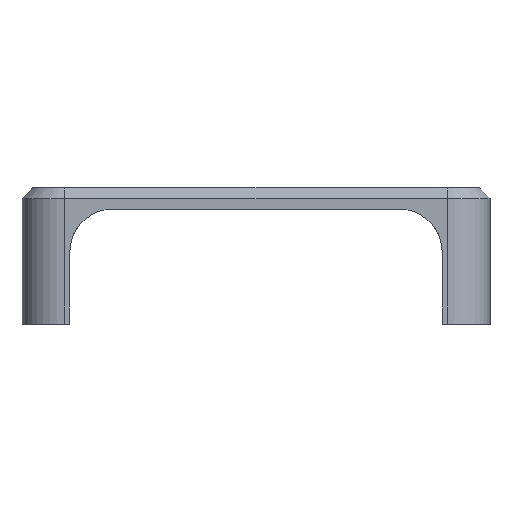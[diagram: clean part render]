
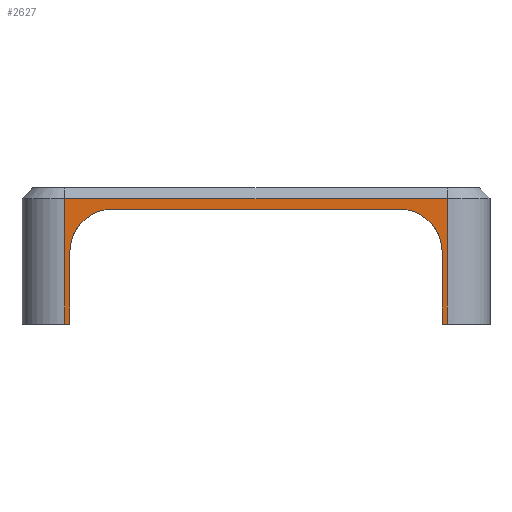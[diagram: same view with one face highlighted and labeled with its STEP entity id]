
A CAD part, front view. The second image highlights one B-rep face of the part: STEP entity #2627.
In plain terms, the highlighted planar face has unit normal (0, -1, 0).
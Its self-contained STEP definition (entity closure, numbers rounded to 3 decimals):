
#152=PLANE('',#2810);
#187=FACE_OUTER_BOUND('',#345,.T.);
#345=EDGE_LOOP('',(#1811,#1812,#1813,#1814,#1815,#1816,#1817,#1818,#1819,
#1820));
#576=CIRCLE('',#2811,20.);
#577=CIRCLE('',#2812,20.);
#759=LINE('',#4052,#959);
#768=LINE('',#4074,#968);
#769=LINE('',#4078,#969);
#770=LINE('',#4080,#970);
#771=LINE('',#4082,#971);
#772=LINE('',#4086,#972);
#773=LINE('',#4090,#973);
#774=LINE('',#4091,#974);
#959=VECTOR('',#3175,10.);
#968=VECTOR('',#3192,10.);
#969=VECTOR('',#3197,10.);
#970=VECTOR('',#3198,10.);
#971=VECTOR('',#3199,10.);
#972=VECTOR('',#3202,10.);
#973=VECTOR('',#3205,10.);
#974=VECTOR('',#3206,10.);
#1147=VERTEX_POINT('',#4010);
#1160=VERTEX_POINT('',#4047);
#1169=VERTEX_POINT('',#4073);
#1170=VERTEX_POINT('',#4077);
#1171=VERTEX_POINT('',#4079);
#1172=VERTEX_POINT('',#4081);
#1173=VERTEX_POINT('',#4083);
#1174=VERTEX_POINT('',#4085);
#1175=VERTEX_POINT('',#4087);
#1176=VERTEX_POINT('',#4089);
#1399=EDGE_CURVE('',#1147,#1160,#759,.T.);
#1410=EDGE_CURVE('',#1160,#1169,#768,.T.);
#1412=EDGE_CURVE('',#1170,#1147,#769,.T.);
#1413=EDGE_CURVE('',#1171,#1170,#770,.T.);
#1414=EDGE_CURVE('',#1171,#1172,#771,.T.);
#1415=EDGE_CURVE('',#1173,#1172,#576,.T.);
#1416=EDGE_CURVE('',#1173,#1174,#772,.T.);
#1417=EDGE_CURVE('',#1175,#1174,#577,.T.);
#1418=EDGE_CURVE('',#1175,#1176,#773,.T.);
#1419=EDGE_CURVE('',#1169,#1176,#774,.T.);
#1811=ORIENTED_EDGE('',*,*,#1399,.F.);
#1812=ORIENTED_EDGE('',*,*,#1412,.F.);
#1813=ORIENTED_EDGE('',*,*,#1413,.F.);
#1814=ORIENTED_EDGE('',*,*,#1414,.T.);
#1815=ORIENTED_EDGE('',*,*,#1415,.F.);
#1816=ORIENTED_EDGE('',*,*,#1416,.T.);
#1817=ORIENTED_EDGE('',*,*,#1417,.F.);
#1818=ORIENTED_EDGE('',*,*,#1418,.T.);
#1819=ORIENTED_EDGE('',*,*,#1419,.F.);
#1820=ORIENTED_EDGE('',*,*,#1410,.F.);
#2627=ADVANCED_FACE('',(#187),#152,.T.);
#2810=AXIS2_PLACEMENT_3D('',#4076,#3195,#3196);
#2811=AXIS2_PLACEMENT_3D('',#4084,#3200,#3201);
#2812=AXIS2_PLACEMENT_3D('',#4088,#3203,#3204);
#3175=DIRECTION('',(1.,0.,0.));
#3192=DIRECTION('',(0.,0.,-1.));
#3195=DIRECTION('center_axis',(0.,-1.,0.));
#3196=DIRECTION('ref_axis',(-1.,0.,0.));
#3197=DIRECTION('',(0.,0.,1.));
#3198=DIRECTION('',(-1.,0.,0.));
#3199=DIRECTION('',(0.,0.,1.));
#3200=DIRECTION('center_axis',(0.,-1.,0.));
#3201=DIRECTION('ref_axis',(-0.707,0.,0.707));
#3202=DIRECTION('',(1.,0.,0.));
#3203=DIRECTION('center_axis',(0.,-1.,0.));
#3204=DIRECTION('ref_axis',(0.707,0.,0.707));
#3205=DIRECTION('',(0.,0.,-1.));
#3206=DIRECTION('',(-1.,0.,0.));
#4010=CARTESIAN_POINT('',(-2.5,-22.5,-5.));
#4047=CARTESIAN_POINT('',(177.5,-22.5,-5.));
#4052=CARTESIAN_POINT('',(142.5,-22.5,-5.));
#4073=CARTESIAN_POINT('',(177.5,-22.5,-64.));
#4074=CARTESIAN_POINT('',(177.5,-22.5,0.));
#4076=CARTESIAN_POINT('Origin',(197.5,-22.5,0.));
#4077=CARTESIAN_POINT('',(-2.5,-22.5,-64.));
#4078=CARTESIAN_POINT('',(-2.5,-22.5,0.));
#4079=CARTESIAN_POINT('',(0.,-22.5,-64.));
#4080=CARTESIAN_POINT('',(142.5,-22.5,-64.));
#4081=CARTESIAN_POINT('',(0.,-22.5,-30.));
#4082=CARTESIAN_POINT('',(0.,-22.5,-32.));
#4083=CARTESIAN_POINT('',(20.,-22.5,-10.));
#4084=CARTESIAN_POINT('Origin',(20.,-22.5,-30.));
#4085=CARTESIAN_POINT('',(155.,-22.5,-10.));
#4086=CARTESIAN_POINT('',(98.75,-22.5,-10.));
#4087=CARTESIAN_POINT('',(175.,-22.5,-30.));
#4088=CARTESIAN_POINT('Origin',(155.,-22.5,-30.));
#4089=CARTESIAN_POINT('',(175.,-22.5,-64.));
#4090=CARTESIAN_POINT('',(175.,-22.5,-5.));
#4091=CARTESIAN_POINT('',(142.5,-22.5,-64.));
